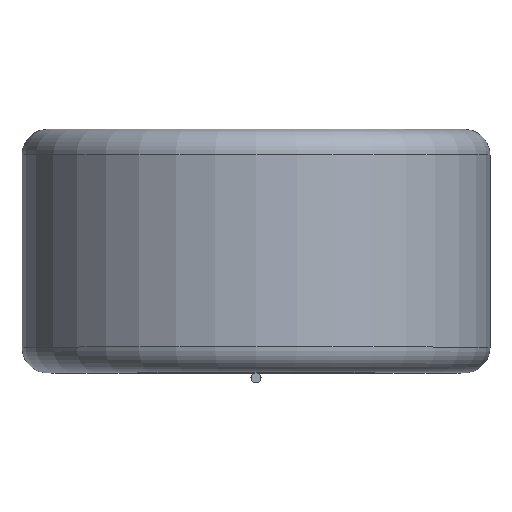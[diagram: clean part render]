
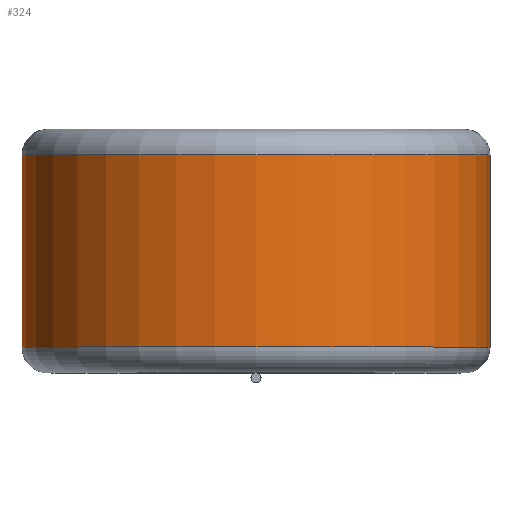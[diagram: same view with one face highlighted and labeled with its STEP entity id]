
A CAD part, top view. The second image highlights one B-rep face of the part: STEP entity #324.
In plain terms, the highlighted cylindrical face has radius 232.5 mm (diameter 465 mm), a partial arc.
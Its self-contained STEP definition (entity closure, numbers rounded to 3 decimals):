
#227=CARTESIAN_POINT('Vertex',(2053.209,745.5,230.)) ;
#234=CARTESIAN_POINT('Vertex',(1588.209,745.5,230.)) ;
#254=CARTESIAN_POINT('Axis2P3D Location',(1820.709,745.5,230.)) ;
#294=CARTESIAN_POINT('Axis2P3D Location',(1820.709,650.,230.)) ;
#299=CARTESIAN_POINT('Line Origine',(2053.209,650.,230.)) ;
#303=CARTESIAN_POINT('Vertex',(2053.209,554.5,230.)) ;
#306=CARTESIAN_POINT('Line Origine',(1588.209,650.,230.)) ;
#310=CARTESIAN_POINT('Vertex',(1588.209,554.5,230.)) ;
#313=CARTESIAN_POINT('Axis2P3D Location',(1820.709,554.5,230.)) ;
#255=DIRECTION('Axis2P3D Direction',(0.,1.,0.)) ;
#295=DIRECTION('Axis2P3D Direction',(0.,1.,0.)) ;
#296=DIRECTION('Axis2P3D XDirection',(-1.,0.,0.)) ;
#300=DIRECTION('Vector Direction',(0.,1.,0.)) ;
#307=DIRECTION('Vector Direction',(0.,1.,0.)) ;
#314=DIRECTION('Axis2P3D Direction',(0.,1.,0.)) ;
#256=AXIS2_PLACEMENT_3D('Circle Axis2P3D',#254,#255,$) ;
#297=AXIS2_PLACEMENT_3D('Cylinder Axis2P3D',#294,#295,#296) ;
#315=AXIS2_PLACEMENT_3D('Circle Axis2P3D',#313,#314,$) ;
#319=ORIENTED_EDGE('',*,*,#305,.T.) ;
#320=ORIENTED_EDGE('',*,*,#258,.F.) ;
#321=ORIENTED_EDGE('',*,*,#312,.F.) ;
#322=ORIENTED_EDGE('',*,*,#317,.T.) ;
#301=VECTOR('Line Direction',#300,1.) ;
#308=VECTOR('Line Direction',#307,1.) ;
#324=ADVANCED_FACE('',(#323),#298,.T.) ;
#257=CIRCLE('generated circle',#256,232.5) ;
#316=CIRCLE('generated circle',#315,232.5) ;
#298=CYLINDRICAL_SURFACE('generated cylinder',#297,232.5) ;
#258=EDGE_CURVE('',#235,#228,#257,.T.) ;
#305=EDGE_CURVE('',#304,#228,#302,.T.) ;
#312=EDGE_CURVE('',#311,#235,#309,.T.) ;
#317=EDGE_CURVE('',#311,#304,#316,.T.) ;
#318=EDGE_LOOP('',(#319,#320,#321,#322)) ;
#323=FACE_OUTER_BOUND('',#318,.T.) ;
#302=LINE('Line',#299,#301) ;
#309=LINE('Line',#306,#308) ;
#228=VERTEX_POINT('',#227) ;
#235=VERTEX_POINT('',#234) ;
#304=VERTEX_POINT('',#303) ;
#311=VERTEX_POINT('',#310) ;
